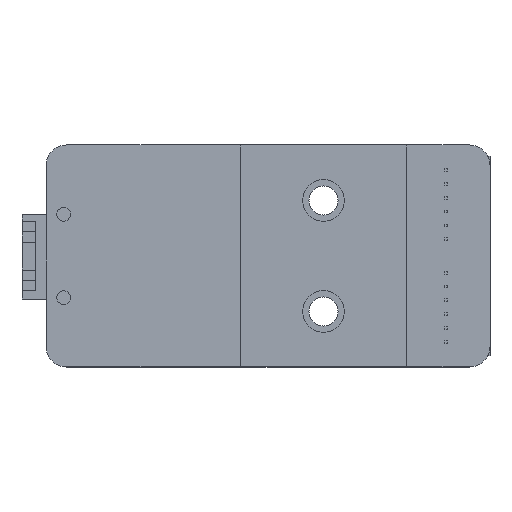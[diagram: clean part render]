
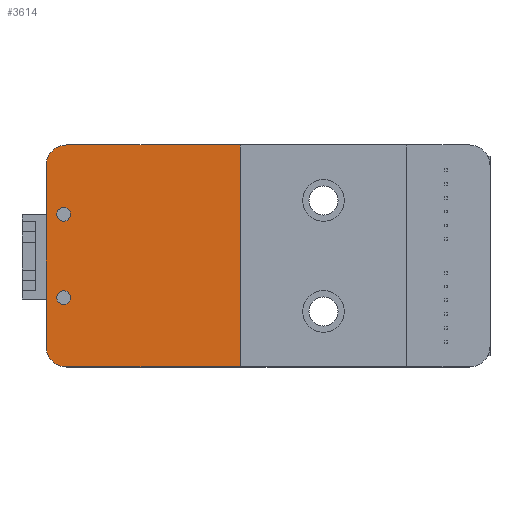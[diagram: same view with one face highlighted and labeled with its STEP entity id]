
A CAD part, top view. The second image highlights one B-rep face of the part: STEP entity #3614.
In plain terms, the highlighted planar face has unit normal (0, 0, 1).
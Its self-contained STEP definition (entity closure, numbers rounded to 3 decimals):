
#200 = EDGE_CURVE ( 'NONE', #12704, #8418, #7856, .T. ) ;
#232 = FACE_BOUND ( 'NONE', #664, .T. ) ;
#638 = ORIENTED_EDGE ( 'NONE', *, *, #7629, .T. ) ;
#664 = EDGE_LOOP ( 'NONE', ( #9015, #11594 ) ) ;
#862 = DIRECTION ( 'NONE',  ( -1., 0., 0. ) ) ;
#871 = DIRECTION ( 'NONE',  ( -1., 0., 0. ) ) ;
#877 = LINE ( 'NONE', #4351, #6708 ) ;
#976 = ORIENTED_EDGE ( 'NONE', *, *, #9097, .T. ) ;
#1033 = EDGE_CURVE ( 'NONE', #9567, #11039, #12070, .T. ) ;
#1042 = DIRECTION ( 'NONE',  ( 0., 0., 1. ) ) ;
#1269 = AXIS2_PLACEMENT_3D ( 'NONE', #13996, #7412, #871 ) ;
#1289 = AXIS2_PLACEMENT_3D ( 'NONE', #3014, #10681, #4106 ) ;
#1474 = LINE ( 'NONE', #10607, #12781 ) ;
#1702 = DIRECTION ( 'NONE',  ( 0., 0., -1. ) ) ;
#1779 = CARTESIAN_POINT ( 'NONE',  ( -21.341, -13.803, 49.3 ) ) ;
#2084 = VERTEX_POINT ( 'NONE', #13278 ) ;
#2095 = AXIS2_PLACEMENT_3D ( 'NONE', #8281, #1702, #9367 ) ;
#2307 = DIRECTION ( 'NONE',  ( 0., -1., 0. ) ) ;
#2463 = CARTESIAN_POINT ( 'NONE',  ( -21.341, 12.197, 49.3 ) ) ;
#2531 = VERTEX_POINT ( 'NONE', #3572 ) ;
#3014 = CARTESIAN_POINT ( 'NONE',  ( -18.801, 5.197, 49.3 ) ) ;
#3055 = EDGE_CURVE ( 'NONE', #2084, #13148, #3810, .T. ) ;
#3117 = PLANE ( 'NONE',  #10075 ) ;
#3140 = FACE_OUTER_BOUND ( 'NONE', #4461, .T. ) ;
#3527 = VERTEX_POINT ( 'NONE', #7958 ) ;
#3572 = CARTESIAN_POINT ( 'NONE',  ( -19.701, -6.803, 49.3 ) ) ;
#3614 = ADVANCED_FACE ( 'NONE', ( #8963, #232, #3140 ), #3117, .F. ) ;
#3810 = CIRCLE ( 'NONE', #4711, 3. ) ;
#3875 = VECTOR ( 'NONE', #2307, 1000. ) ;
#4070 = DIRECTION ( 'NONE',  ( 0., -1., 0. ) ) ;
#4106 = DIRECTION ( 'NONE',  ( -1., 0., 0. ) ) ;
#4263 = DIRECTION ( 'NONE',  ( 0., 0., -1. ) ) ;
#4351 = CARTESIAN_POINT ( 'NONE',  ( -21.341, -16.803, 49.3 ) ) ;
#4461 = EDGE_LOOP ( 'NONE', ( #14168, #8345, #13841, #8014, #10567, #10207 ) ) ;
#4480 = EDGE_CURVE ( 'NONE', #11561, #2084, #7660, .T. ) ;
#4711 = AXIS2_PLACEMENT_3D ( 'NONE', #7588, #1042, #8679 ) ;
#5079 = EDGE_CURVE ( 'NONE', #13148, #12704, #1474, .T. ) ;
#5290 = DIRECTION ( 'NONE',  ( 0., 0., 1. ) ) ;
#5636 = CARTESIAN_POINT ( 'NONE',  ( 6.659, 15.197, 49.3 ) ) ;
#5740 = CIRCLE ( 'NONE', #10474, 0.9 ) ;
#6064 = CARTESIAN_POINT ( 'NONE',  ( -18.801, -6.803, 49.3 ) ) ;
#6150 = CARTESIAN_POINT ( 'NONE',  ( -19.701, 5.197, 49.3 ) ) ;
#6337 = CARTESIAN_POINT ( 'NONE',  ( 6.659, 15.197, 49.3 ) ) ;
#6708 = VECTOR ( 'NONE', #10946, 1000. ) ;
#7179 = DIRECTION ( 'NONE',  ( -1., 0., 0. ) ) ;
#7351 = EDGE_CURVE ( 'NONE', #8418, #3527, #877, .T. ) ;
#7381 = CARTESIAN_POINT ( 'NONE',  ( -17.901, 5.197, 49.3 ) ) ;
#7412 = DIRECTION ( 'NONE',  ( 0., 0., -1. ) ) ;
#7588 = CARTESIAN_POINT ( 'NONE',  ( -18.341, 12.197, 49.3 ) ) ;
#7629 = EDGE_CURVE ( 'NONE', #13129, #2531, #11815, .T. ) ;
#7660 = LINE ( 'NONE', #12883, #10222 ) ;
#7856 = CIRCLE ( 'NONE', #14014, 3. ) ;
#7922 = CARTESIAN_POINT ( 'NONE',  ( -17.901, -6.803, 49.3 ) ) ;
#7958 = CARTESIAN_POINT ( 'NONE',  ( 6.659, -16.803, 49.3 ) ) ;
#8014 = ORIENTED_EDGE ( 'NONE', *, *, #3055, .T. ) ;
#8281 = CARTESIAN_POINT ( 'NONE',  ( -18.801, 5.197, 49.3 ) ) ;
#8345 = ORIENTED_EDGE ( 'NONE', *, *, #8891, .F. ) ;
#8418 = VERTEX_POINT ( 'NONE', #14058 ) ;
#8679 = DIRECTION ( 'NONE',  ( -1., 0., 0. ) ) ;
#8891 = EDGE_CURVE ( 'NONE', #11561, #3527, #12297, .T. ) ;
#8963 = FACE_BOUND ( 'NONE', #10905, .T. ) ;
#9015 = ORIENTED_EDGE ( 'NONE', *, *, #1033, .T. ) ;
#9097 = EDGE_CURVE ( 'NONE', #2531, #13129, #5740, .T. ) ;
#9367 = DIRECTION ( 'NONE',  ( -1., 0., 0. ) ) ;
#9567 = VERTEX_POINT ( 'NONE', #6150 ) ;
#10075 = AXIS2_PLACEMENT_3D ( 'NONE', #10841, #4263, #11942 ) ;
#10207 = ORIENTED_EDGE ( 'NONE', *, *, #200, .T. ) ;
#10222 = VECTOR ( 'NONE', #862, 1000. ) ;
#10474 = AXIS2_PLACEMENT_3D ( 'NONE', #6064, #13750, #7179 ) ;
#10567 = ORIENTED_EDGE ( 'NONE', *, *, #5079, .T. ) ;
#10607 = CARTESIAN_POINT ( 'NONE',  ( -21.341, -16.803, 49.3 ) ) ;
#10681 = DIRECTION ( 'NONE',  ( 0., 0., -1. ) ) ;
#10841 = CARTESIAN_POINT ( 'NONE',  ( 2.659, -0.803, 49.3 ) ) ;
#10905 = EDGE_LOOP ( 'NONE', ( #976, #638 ) ) ;
#10946 = DIRECTION ( 'NONE',  ( 1., 0., 0. ) ) ;
#11039 = VERTEX_POINT ( 'NONE', #7381 ) ;
#11561 = VERTEX_POINT ( 'NONE', #6337 ) ;
#11594 = ORIENTED_EDGE ( 'NONE', *, *, #14061, .T. ) ;
#11815 = CIRCLE ( 'NONE', #1269, 0.9 ) ;
#11834 = CARTESIAN_POINT ( 'NONE',  ( -18.341, -13.803, 49.3 ) ) ;
#11942 = DIRECTION ( 'NONE',  ( -1., 0., 0. ) ) ;
#12070 = CIRCLE ( 'NONE', #2095, 0.9 ) ;
#12297 = LINE ( 'NONE', #5636, #3875 ) ;
#12633 = CIRCLE ( 'NONE', #1289, 0.9 ) ;
#12704 = VERTEX_POINT ( 'NONE', #1779 ) ;
#12781 = VECTOR ( 'NONE', #4070, 1000. ) ;
#12883 = CARTESIAN_POINT ( 'NONE',  ( -21.341, 15.197, 49.3 ) ) ;
#12941 = DIRECTION ( 'NONE',  ( -1., 0., 0. ) ) ;
#13129 = VERTEX_POINT ( 'NONE', #7922 ) ;
#13148 = VERTEX_POINT ( 'NONE', #2463 ) ;
#13278 = CARTESIAN_POINT ( 'NONE',  ( -18.341, 15.197, 49.3 ) ) ;
#13750 = DIRECTION ( 'NONE',  ( 0., 0., -1. ) ) ;
#13841 = ORIENTED_EDGE ( 'NONE', *, *, #4480, .T. ) ;
#13996 = CARTESIAN_POINT ( 'NONE',  ( -18.801, -6.803, 49.3 ) ) ;
#14014 = AXIS2_PLACEMENT_3D ( 'NONE', #11834, #5290, #12941 ) ;
#14058 = CARTESIAN_POINT ( 'NONE',  ( -18.341, -16.803, 49.3 ) ) ;
#14061 = EDGE_CURVE ( 'NONE', #11039, #9567, #12633, .T. ) ;
#14168 = ORIENTED_EDGE ( 'NONE', *, *, #7351, .T. ) ;
